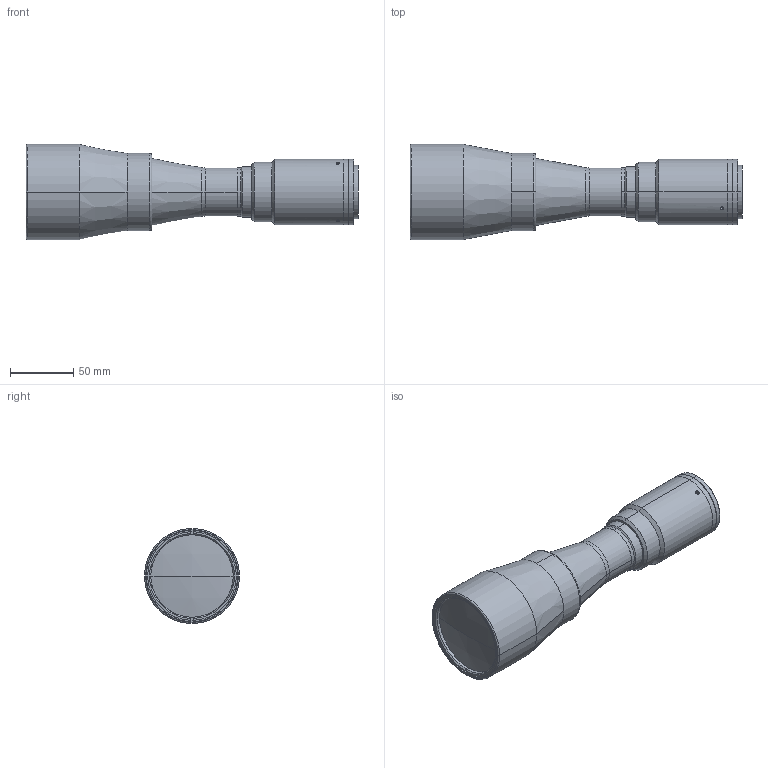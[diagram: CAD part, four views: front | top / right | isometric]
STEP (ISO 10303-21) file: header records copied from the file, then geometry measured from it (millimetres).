
FILE_DESCRIPTION (( 'STEP AP203' ), '1' );
FILE_NAME ('DP71431_TC4MHR048-E.step', '2021-10-05T08:59:56', ( '' ), ( '' ), 'SwSTEP 2.0', 'SolidWorks 2021', '' );
FILE_SCHEMA (( 'CONFIG_CONTROL_DESIGN' ));
Length unit declared in the file: millimetre
Products named in the file (1): DP71431_TC4MHR048-E
Bounding box: 261.9 x 75 x 75 mm (x, y, z)
Surface area: 72713.4 mm2 (no closed solid volume)
Topology: 0 solids, 16 shells, 103 faces, 274 edges, 189 vertices
Faces by surface type: plane 41, cylinder 34, cone 20, torus 6, sphere 2
Entity records: 3516 total; most frequent: CARTESIAN_POINT 807, DIRECTION 600, ORIENTED_EDGE 456, EDGE_CURVE 274, AXIS2_PLACEMENT_3D 238, VERTEX_POINT 189, CIRCLE 134, EDGE_LOOP 126
